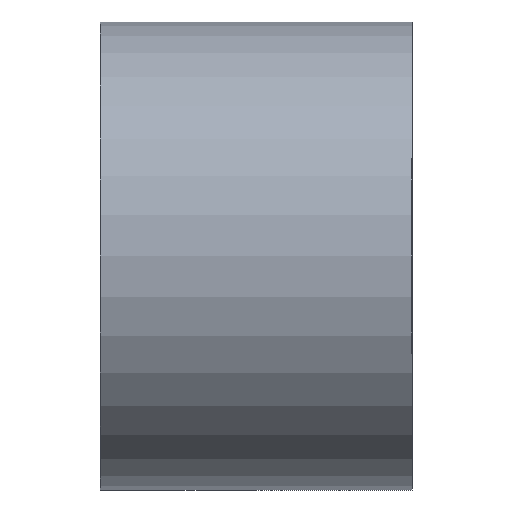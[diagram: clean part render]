
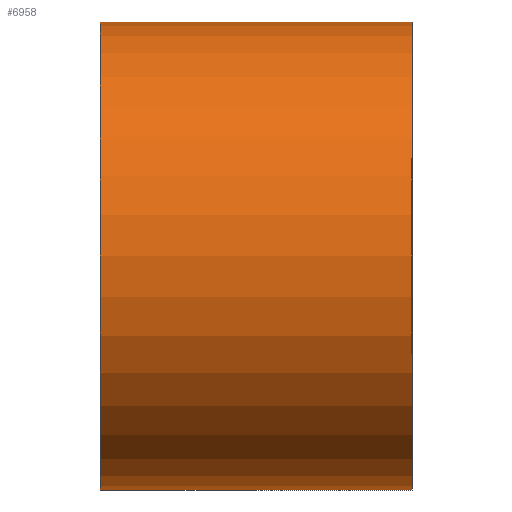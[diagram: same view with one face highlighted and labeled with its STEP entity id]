
A CAD part, left-side view. The second image highlights one B-rep face of the part: STEP entity #6958.
In plain terms, the highlighted cylindrical face has radius 150 mm (diameter 300 mm), a partial arc.
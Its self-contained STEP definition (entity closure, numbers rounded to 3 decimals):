
#314 = ORIENTED_EDGE ( 'NONE', *, *, #3574, .T. ) ;
#854 = CYLINDRICAL_SURFACE ( 'NONE', #3176, 150. ) ;
#1075 = CARTESIAN_POINT ( 'NONE',  ( 0., 200., 150. ) ) ;
#1157 = CARTESIAN_POINT ( 'NONE',  ( 0., 200., 150. ) ) ;
#1614 = DIRECTION ( 'NONE',  ( 0., -1., 0. ) ) ;
#2071 = EDGE_CURVE ( 'NONE', #2272, #7804, #5724, .T. ) ;
#2079 = CARTESIAN_POINT ( 'NONE',  ( 0., 0., 0. ) ) ;
#2272 = VERTEX_POINT ( 'NONE', #8100 ) ;
#2475 = EDGE_CURVE ( 'NONE', #7804, #3982, #7301, .T. ) ;
#2503 = DIRECTION ( 'NONE',  ( 0., -1., 0. ) ) ;
#2730 = DIRECTION ( 'NONE',  ( 0., 0., 1. ) ) ;
#3098 = AXIS2_PLACEMENT_3D ( 'NONE', #3351, #7904, #3994 ) ;
#3176 = AXIS2_PLACEMENT_3D ( 'NONE', #7496, #1614, #3577 ) ;
#3351 = CARTESIAN_POINT ( 'NONE',  ( 0., 200., 0. ) ) ;
#3567 = AXIS2_PLACEMENT_3D ( 'NONE', #2079, #6642, #2730 ) ;
#3574 = EDGE_CURVE ( 'NONE', #2272, #7465, #4255, .T. ) ;
#3577 = DIRECTION ( 'NONE',  ( 0., 0., -1. ) ) ;
#3639 = ORIENTED_EDGE ( 'NONE', *, *, #7495, .T. ) ;
#3959 = CARTESIAN_POINT ( 'NONE',  ( 0., 0., -150. ) ) ;
#3982 = VERTEX_POINT ( 'NONE', #5911 ) ;
#3994 = DIRECTION ( 'NONE',  ( 0., 0., 1. ) ) ;
#4255 = LINE ( 'NONE', #6331, #7544 ) ;
#4328 = DIRECTION ( 'NONE',  ( 0., -1., 0. ) ) ;
#4486 = FACE_OUTER_BOUND ( 'NONE', #7487, .T. ) ;
#5417 = CIRCLE ( 'NONE', #3567, 150. ) ;
#5724 = CIRCLE ( 'NONE', #3098, 150. ) ;
#5801 = ORIENTED_EDGE ( 'NONE', *, *, #2475, .F. ) ;
#5911 = CARTESIAN_POINT ( 'NONE',  ( 0., 0., 150. ) ) ;
#6195 = ORIENTED_EDGE ( 'NONE', *, *, #2071, .F. ) ;
#6331 = CARTESIAN_POINT ( 'NONE',  ( 0., 200., -150. ) ) ;
#6642 = DIRECTION ( 'NONE',  ( 0., 1., 0. ) ) ;
#6958 = ADVANCED_FACE ( 'NONE', ( #4486 ), #854, .T. ) ;
#7104 = VECTOR ( 'NONE', #2503, 1000. ) ;
#7301 = LINE ( 'NONE', #1157, #7104 ) ;
#7465 = VERTEX_POINT ( 'NONE', #3959 ) ;
#7487 = EDGE_LOOP ( 'NONE', ( #5801, #6195, #314, #3639 ) ) ;
#7495 = EDGE_CURVE ( 'NONE', #7465, #3982, #5417, .T. ) ;
#7496 = CARTESIAN_POINT ( 'NONE',  ( 0., 200., 0. ) ) ;
#7544 = VECTOR ( 'NONE', #4328, 1000. ) ;
#7804 = VERTEX_POINT ( 'NONE', #1075 ) ;
#7904 = DIRECTION ( 'NONE',  ( 0., 1., 0. ) ) ;
#8100 = CARTESIAN_POINT ( 'NONE',  ( 0., 200., -150. ) ) ;
